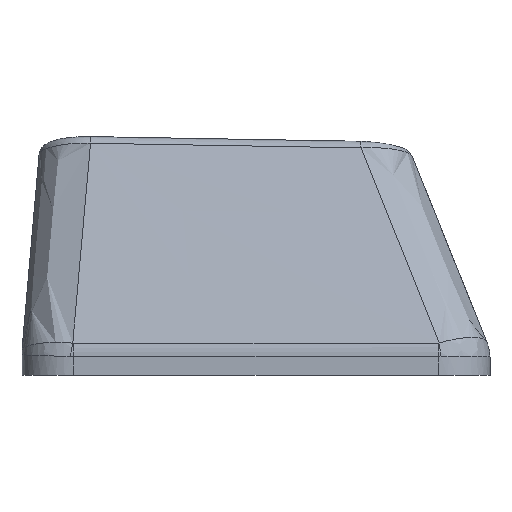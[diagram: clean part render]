
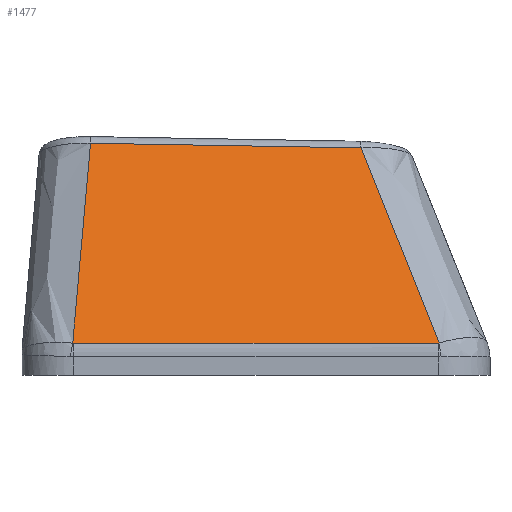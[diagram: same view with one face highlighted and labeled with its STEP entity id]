
A CAD part, left-side view. The second image highlights one B-rep face of the part: STEP entity #1477.
In plain terms, the highlighted free-form (B-spline) face has degree [3, 3] with [4, 4] control points.
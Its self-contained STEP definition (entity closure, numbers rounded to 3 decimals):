
#214=B_SPLINE_SURFACE_WITH_KNOTS('',3,3,((#2807,#2808,#2809,#2810),(#2811,
#2812,#2813,#2814),(#2815,#2816,#2817,#2818),(#2819,#2820,#2821,#2822)),
 .UNSPECIFIED.,.F.,.F.,.F.,(4,4),(4,4),(0.104,0.892),
(0.041,0.97),.UNSPECIFIED.);
#264=FACE_OUTER_BOUND('',#341,.T.);
#341=EDGE_LOOP('',(#1087,#1088,#1089,#1090,#1091,#1092));
#465=B_SPLINE_CURVE_WITH_KNOTS('',3,(#2503,#2504,#2505,#2506),
 .UNSPECIFIED.,.F.,.F.,(4,4),(0.,0.003),
 .UNSPECIFIED.);
#467=B_SPLINE_CURVE_WITH_KNOTS('',3,(#2530,#2531,#2532,#2533),
 .UNSPECIFIED.,.F.,.F.,(4,4),(0.,1.416),.UNSPECIFIED.);
#469=B_SPLINE_CURVE_WITH_KNOTS('',3,(#2557,#2558,#2559,#2560),
 .UNSPECIFIED.,.F.,.F.,(4,4),(0.,0.003),
 .UNSPECIFIED.);
#484=B_SPLINE_CURVE_WITH_KNOTS('',3,(#2824,#2825,#2826,#2827),
 .UNSPECIFIED.,.F.,.F.,(4,4),(0.039,0.904),
 .UNSPECIFIED.);
#485=B_SPLINE_CURVE_WITH_KNOTS('',3,(#2829,#2830,#2831,#2832),
 .UNSPECIFIED.,.F.,.F.,(4,4),(-1.049,0.),.UNSPECIFIED.);
#486=B_SPLINE_CURVE_WITH_KNOTS('',3,(#2833,#2834,#2835,#2836),
 .UNSPECIFIED.,.F.,.F.,(4,4),(-0.867,-0.037),
 .UNSPECIFIED.);
#618=VERTEX_POINT('',#2467);
#620=VERTEX_POINT('',#2496);
#622=VERTEX_POINT('',#2523);
#624=VERTEX_POINT('',#2550);
#640=VERTEX_POINT('',#2823);
#641=VERTEX_POINT('',#2828);
#799=EDGE_CURVE('',#618,#620,#465,.T.);
#802=EDGE_CURVE('',#620,#622,#467,.T.);
#805=EDGE_CURVE('',#622,#624,#469,.T.);
#829=EDGE_CURVE('',#640,#618,#484,.T.);
#830=EDGE_CURVE('',#641,#640,#485,.T.);
#831=EDGE_CURVE('',#624,#641,#486,.T.);
#1087=ORIENTED_EDGE('',*,*,#805,.F.);
#1088=ORIENTED_EDGE('',*,*,#802,.F.);
#1089=ORIENTED_EDGE('',*,*,#799,.F.);
#1090=ORIENTED_EDGE('',*,*,#829,.F.);
#1091=ORIENTED_EDGE('',*,*,#830,.F.);
#1092=ORIENTED_EDGE('',*,*,#831,.F.);
#1477=ADVANCED_FACE('',(#264),#214,.T.);
#2467=CARTESIAN_POINT('',(-8.981,-7.107,0.26));
#2496=CARTESIAN_POINT('',(-8.982,-7.081,0.258));
#2503=CARTESIAN_POINT('Ctrl Pts',(-8.981,-7.107,0.26));
#2504=CARTESIAN_POINT('Ctrl Pts',(-8.982,-7.098,0.259));
#2505=CARTESIAN_POINT('Ctrl Pts',(-8.982,-7.089,0.258));
#2506=CARTESIAN_POINT('Ctrl Pts',(-8.982,-7.081,0.258));
#2523=CARTESIAN_POINT('',(-8.986,7.08,0.253));
#2530=CARTESIAN_POINT('Ctrl Pts',(-8.982,-7.081,0.258));
#2531=CARTESIAN_POINT('Ctrl Pts',(-8.984,-2.36,0.256));
#2532=CARTESIAN_POINT('Ctrl Pts',(-8.985,2.36,0.255));
#2533=CARTESIAN_POINT('Ctrl Pts',(-8.986,7.08,0.253));
#2550=CARTESIAN_POINT('',(-8.985,7.111,0.256));
#2557=CARTESIAN_POINT('Ctrl Pts',(-8.986,7.08,0.253));
#2558=CARTESIAN_POINT('Ctrl Pts',(-8.986,7.091,0.253));
#2559=CARTESIAN_POINT('Ctrl Pts',(-8.986,7.101,0.254));
#2560=CARTESIAN_POINT('Ctrl Pts',(-8.985,7.111,0.256));
#2807=CARTESIAN_POINT('Ctrl Pts',(-6.097,-4.453,7.83));
#2808=CARTESIAN_POINT('Ctrl Pts',(-7.06,-5.339,5.303));
#2809=CARTESIAN_POINT('Ctrl Pts',(-8.023,-6.225,2.775));
#2810=CARTESIAN_POINT('Ctrl Pts',(-8.986,-7.111,0.247));
#2811=CARTESIAN_POINT('Ctrl Pts',(-6.097,-0.691,7.893));
#2812=CARTESIAN_POINT('Ctrl Pts',(-7.06,-1.251,5.345));
#2813=CARTESIAN_POINT('Ctrl Pts',(-8.023,-1.811,2.797));
#2814=CARTESIAN_POINT('Ctrl Pts',(-8.986,-2.37,0.249));
#2815=CARTESIAN_POINT('Ctrl Pts',(-6.097,3.071,7.955));
#2816=CARTESIAN_POINT('Ctrl Pts',(-7.06,2.837,5.387));
#2817=CARTESIAN_POINT('Ctrl Pts',(-8.023,2.604,2.819));
#2818=CARTESIAN_POINT('Ctrl Pts',(-8.986,2.37,0.251));
#2819=CARTESIAN_POINT('Ctrl Pts',(-6.097,6.832,8.017));
#2820=CARTESIAN_POINT('Ctrl Pts',(-7.06,6.925,5.429));
#2821=CARTESIAN_POINT('Ctrl Pts',(-8.023,7.018,2.841));
#2822=CARTESIAN_POINT('Ctrl Pts',(-8.986,7.111,0.253));
#2823=CARTESIAN_POINT('',(-6.099,-4.07,7.831));
#2824=CARTESIAN_POINT('Ctrl Pts',(-6.099,-4.07,7.831));
#2825=CARTESIAN_POINT('Ctrl Pts',(-7.059,-5.081,5.307));
#2826=CARTESIAN_POINT('Ctrl Pts',(-8.02,-6.094,2.783));
#2827=CARTESIAN_POINT('Ctrl Pts',(-8.981,-7.107,0.26));
#2828=CARTESIAN_POINT('',(-6.097,6.422,8.01));
#2829=CARTESIAN_POINT('Ctrl Pts',(-6.097,6.422,8.01));
#2830=CARTESIAN_POINT('Ctrl Pts',(-6.098,2.925,7.951));
#2831=CARTESIAN_POINT('Ctrl Pts',(-6.098,-0.573,
7.891));
#2832=CARTESIAN_POINT('Ctrl Pts',(-6.099,-4.07,7.831));
#2833=CARTESIAN_POINT('Ctrl Pts',(-8.985,7.111,0.256));
#2834=CARTESIAN_POINT('Ctrl Pts',(-8.023,6.882,2.841));
#2835=CARTESIAN_POINT('Ctrl Pts',(-7.061,6.652,5.426));
#2836=CARTESIAN_POINT('Ctrl Pts',(-6.097,6.422,8.01));
